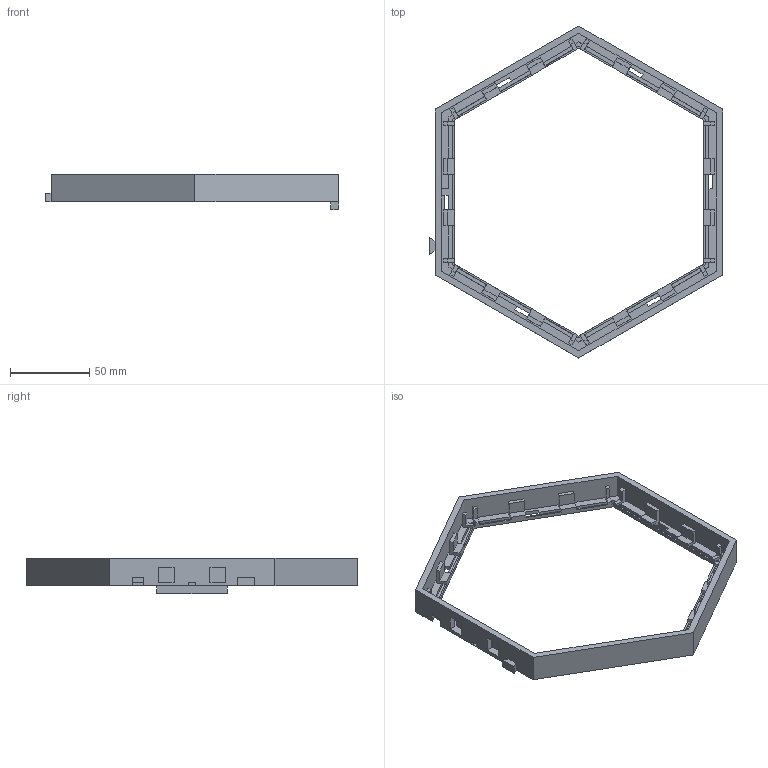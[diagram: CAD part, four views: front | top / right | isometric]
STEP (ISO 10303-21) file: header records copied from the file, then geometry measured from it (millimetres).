
FILE_DESCRIPTION(/* description */ (''),/* implementation_level */ '2;1');
FILE_NAME(/* name */ 'HexlightSimplewithholes v37.stp',/* time_stamp */ '2025-09-12T00:16:59+02:00',/* author */ (''),/* organization */ (''),/* preprocessor_version */ 'ST-DEVELOPER v20.1',/* originating_system */ 'Autodesk Translation Framework v14.10.0.0',/* authorisation */ '');
FILE_SCHEMA (('AUTOMOTIVE_DESIGN { 1 0 10303 214 3 1 1 }'));
Length unit declared in the file: millimetre
Products named in the file (1): Hexlight_Simple_with_holes
Bounding box: 184.86 x 209.24 x 22.2 mm (x, y, z)
Volume: 54536.4 mm3; surface area: 43457 mm2
Topology: 3 solids, 3 shells, 281 faces, 897 edges, 562 vertices
Faces by surface type: plane 281
Entity records: 9711 total; most frequent: ORIENTED_EDGE 1794, CARTESIAN_POINT 1741, DIRECTION 1461, LINE 897, VECTOR 897, EDGE_CURVE 897, VERTEX_POINT 562, EDGE_LOOP 293
